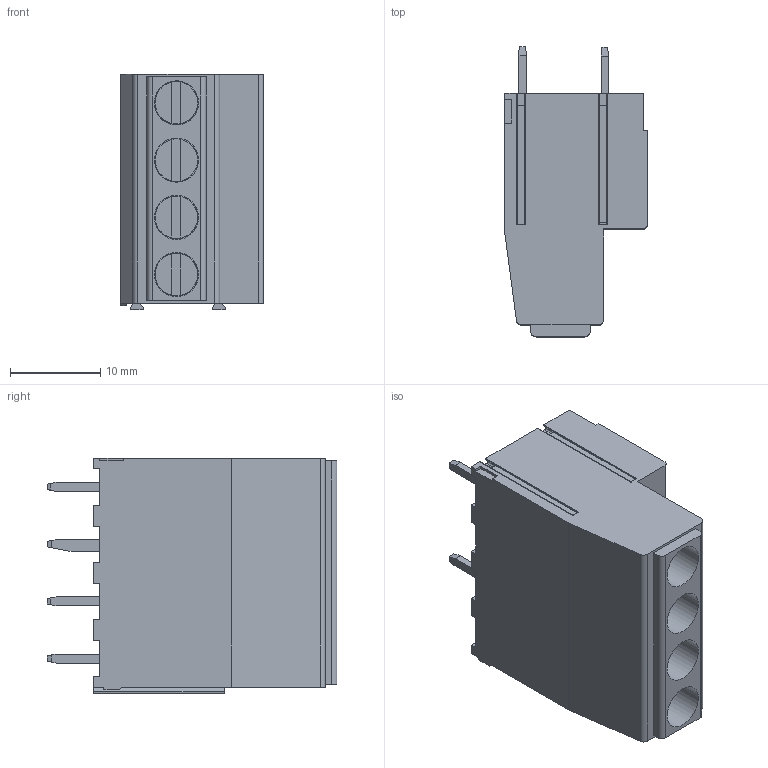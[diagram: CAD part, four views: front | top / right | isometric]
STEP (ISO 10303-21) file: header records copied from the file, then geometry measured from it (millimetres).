
FILE_DESCRIPTION(/* description */ ('Unknown'),/* implementation_level */ '2;1');
FILE_NAME(/* name */ 'MH140-635M804-20230706',/* time_stamp */ '2023-07-06T11:23:27+08:00',/* author */ ('Unknown'),/* organization */ ('Unknown'),/* preprocessor_version */ 'ST-DEVELOPER v16.7',/* originating_system */ 'DEX',/* authorisation */ $);
FILE_SCHEMA (('AUTOMOTIVE_DESIGN {1 0 10303 214 3 1 1}'));
Length unit declared in the file: millimetre
Products named in the file (1): MH140-635M804-20230630
Bounding box: 15.85 x 32.15 x 26.13 mm (x, y, z)
Volume: 7650 mm3; surface area: 4090.3 mm2
Topology: 1 solids, 1 shells, 298 faces, 832 edges, 553 vertices
Faces by surface type: plane 263, cylinder 35
Full cylindrical faces by diameter (mm): 4.7 x4, 4.9 x4
Entity records: 11438 total; most frequent: CARTESIAN_POINT 1663, ORIENTED_EDGE 1632, DIRECTION 1496, EDGE_CURVE 816, LINE 732, VECTOR 732, VERTEX_POINT 545, AXIS2_PLACEMENT_3D 382
